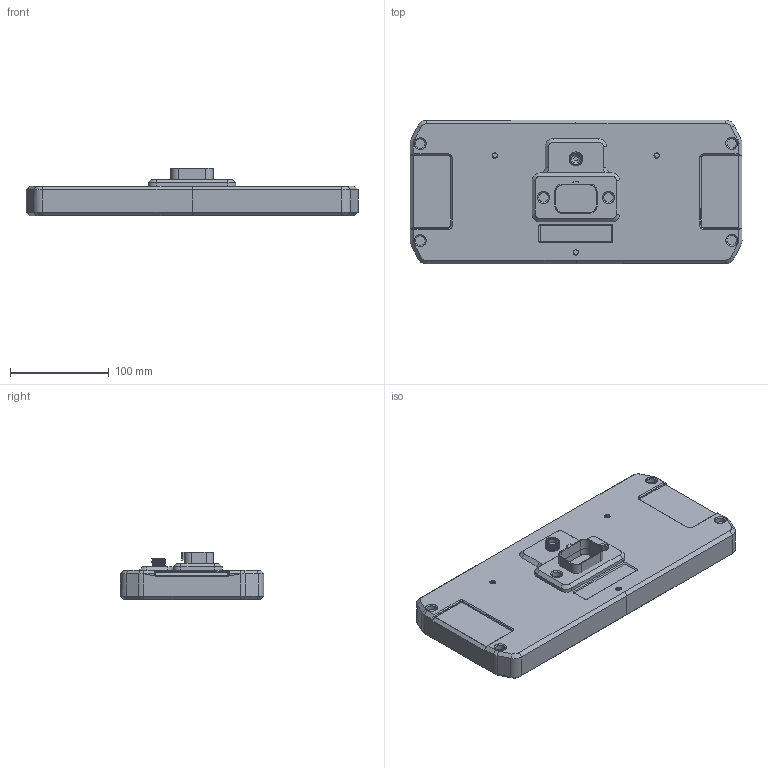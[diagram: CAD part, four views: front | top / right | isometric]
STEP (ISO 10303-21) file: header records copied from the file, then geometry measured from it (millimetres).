
FILE_DESCRIPTION(('FreeCAD Model'),'2;1');
FILE_NAME('Open CASCADE Shape Model','2025-05-03T09:24:26',('FreeCAD'),( 'FreeCAD'),'Open CASCADE STEP processor 7.6','FreeCAD','Unknown');
FILE_SCHEMA(('AUTOMOTIVE_DESIGN { 1 0 10303 214 1 1 1 1 }'));
Length unit declared in the file: millimetre
Products named in the file (1): Open CASCADE STEP translator 7.6 1
Bounding box: 336.68 x 145.65 x 48.4 mm (x, y, z)
Volume: 1455719.4 mm3; surface area: 222807.4 mm2
Topology: 4 solids, 4 shells, 379 faces, 956 edges, 602 vertices
Faces by surface type: bspline 379
Entity records: 18014 total; most frequent: CARTESIAN_POINT 12480, ORIENTED_EDGE 1912, EDGE_CURVE 956, B_SPLINE_CURVE_WITH_KNOTS 704, VERTEX_POINT 602, FACE_BOUND 400, EDGE_LOOP 400, ADVANCED_FACE 379
